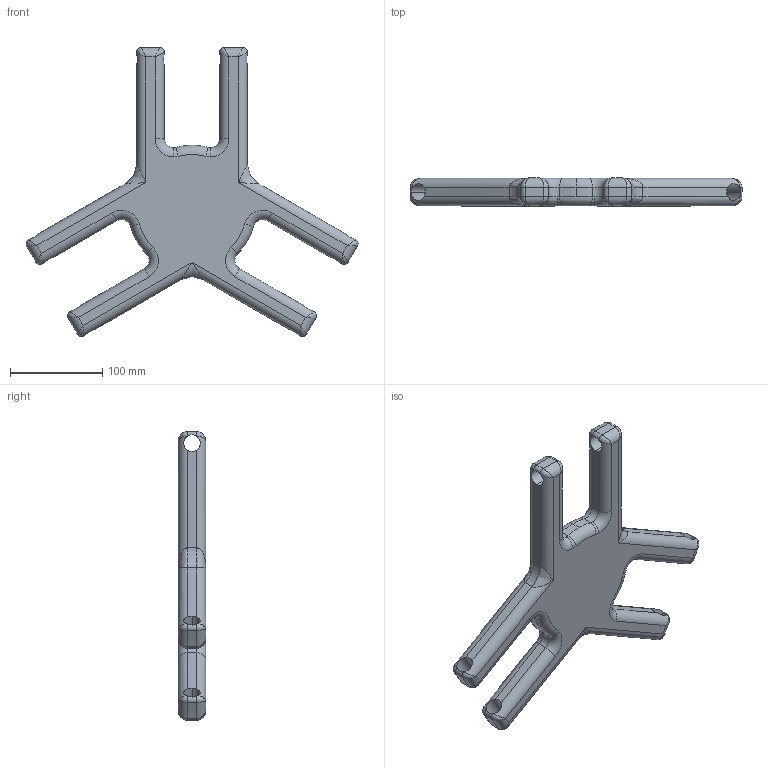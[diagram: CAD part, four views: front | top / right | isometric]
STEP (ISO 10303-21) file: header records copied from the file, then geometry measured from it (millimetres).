
FILE_DESCRIPTION (( 'STEP AP203' ), '1' );
FILE_NAME ('Canfield base -001_Default_sldprt.STEP', '2025-02-07T15:32:53', ( '' ), ( '' ), 'SwSTEP 2.0', 'SolidWorks 2024', '' );
FILE_SCHEMA (( 'CONFIG_CONTROL_DESIGN' ));
Length unit declared in the file: millimetre
Products named in the file (1): Canfield base -001_Default_sldprt
Bounding box: 359.45 x 30 x 312.63 mm (x, y, z)
Volume: 1005651.7 mm3; surface area: 120352.2 mm2
Topology: 1 solids, 1 shells, 174 faces, 465 edges, 251 vertices
Faces by surface type: cylinder 77, plane 44, bspline 30, torus 23
Entity records: 7432 total; most frequent: CARTESIAN_POINT 3505, ORIENTED_EDGE 870, DIRECTION 777, EDGE_CURVE 435, AXIS2_PLACEMENT_3D 305, VERTEX_POINT 251, ADVANCED_FACE 174, FACE_OUTER_BOUND 174
